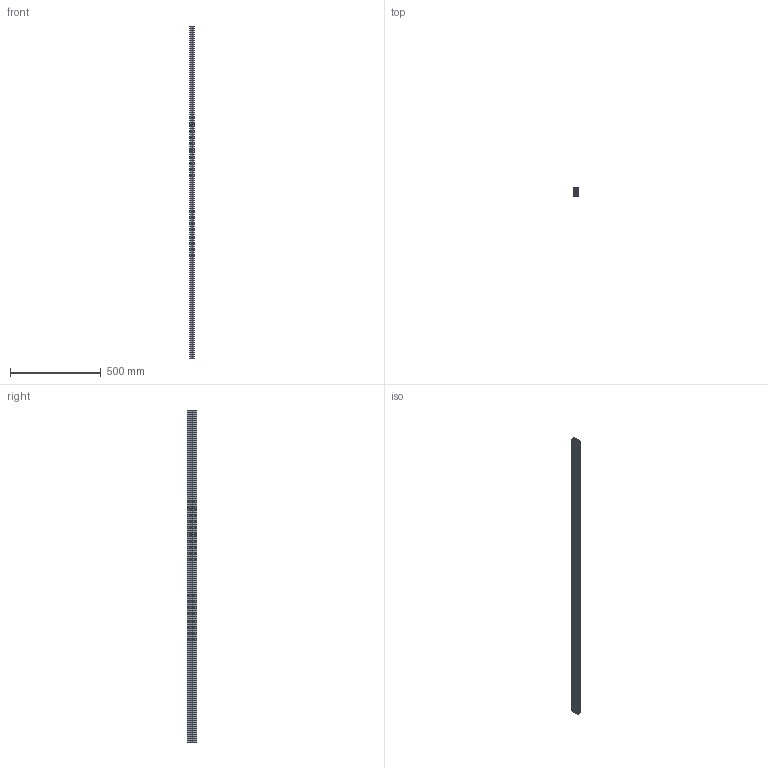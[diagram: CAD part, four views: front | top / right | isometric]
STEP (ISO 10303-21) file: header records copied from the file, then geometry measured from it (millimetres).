
FILE_DESCRIPTION (( 'STEP AP214' ), '1' );
FILE_NAME ('REV-21-1133.STEP', '2015-12-03T09:30:09', ( '' ), ( '' ), 'SwSTEP 2.0', 'SolidWorks 2014', '' );
FILE_SCHEMA (( 'AUTOMOTIVE_DESIGN' ));
Length unit declared in the file: inch
Products named in the file (1): REV-21-1133
Bounding box: 25.4 x 50.8 x 1828.8 mm (x, y, z)
Volume: 938119.5 mm3; surface area: 806133.6 mm2
Topology: 1 solids, 1 shells, 264 faces, 786 edges, 524 vertices
Faces by surface type: cylinder 162, plane 102
Entity records: 9054 total; most frequent: DIRECTION 1640, CARTESIAN_POINT 1575, ORIENTED_EDGE 1572, EDGE_CURVE 786, AXIS2_PLACEMENT_3D 589, VERTEX_POINT 524, VECTOR 462, LINE 462
